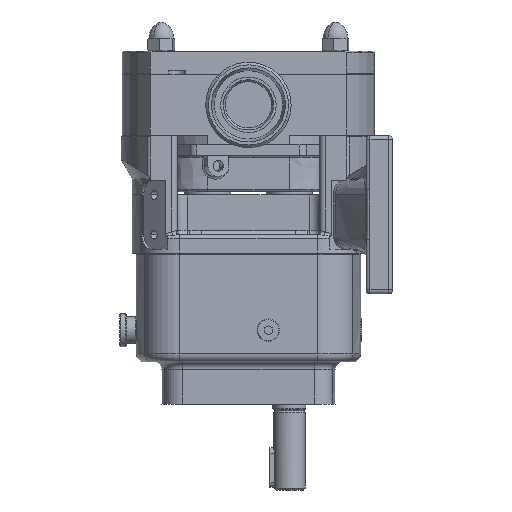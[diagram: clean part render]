
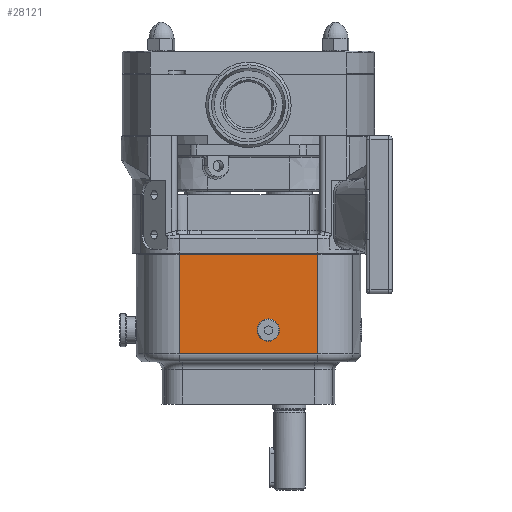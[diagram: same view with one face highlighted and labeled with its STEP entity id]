
A CAD part, left-side view. The second image highlights one B-rep face of the part: STEP entity #28121.
In plain terms, the highlighted planar face has unit normal (-1, 0, 0).
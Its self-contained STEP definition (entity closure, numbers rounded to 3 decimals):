
#850 = CIRCLE ( 'NONE', #6396, 8.5 ) ;
#1161 = DIRECTION ( 'NONE',  ( 1., 0., 0. ) ) ;
#1314 = DIRECTION ( 'NONE',  ( 0., 0., 1. ) ) ;
#1441 = CARTESIAN_POINT ( 'NONE',  ( -60., -52.287, 0. ) ) ;
#1657 = CARTESIAN_POINT ( 'NONE',  ( -60., -52.287, -75. ) ) ;
#1686 = CARTESIAN_POINT ( 'NONE',  ( -60., -52.287, 0. ) ) ;
#2444 = EDGE_CURVE ( 'NONE', #17825, #8470, #9063, .T. ) ;
#2582 = DIRECTION ( 'NONE',  ( 1., 0., 0. ) ) ;
#4055 = VECTOR ( 'NONE', #16188, 1000. ) ;
#5729 = PLANE ( 'NONE',  #19002 ) ;
#5941 = VERTEX_POINT ( 'NONE', #12732 ) ;
#6094 = EDGE_CURVE ( 'NONE', #8470, #8159, #23339, .T. ) ;
#6396 = AXIS2_PLACEMENT_3D ( 'NONE', #12899, #22556, #25401 ) ;
#7432 = ORIENTED_EDGE ( 'NONE', *, *, #23440, .F. ) ;
#8159 = VERTEX_POINT ( 'NONE', #22716 ) ;
#8470 = VERTEX_POINT ( 'NONE', #1441 ) ;
#8876 = CIRCLE ( 'NONE', #9887, 8.5 ) ;
#9063 = LINE ( 'NONE', #25515, #25649 ) ;
#9887 = AXIS2_PLACEMENT_3D ( 'NONE', #22037, #2582, #29294 ) ;
#11942 = VECTOR ( 'NONE', #18593, 1000. ) ;
#12732 = CARTESIAN_POINT ( 'NONE',  ( -60., -15.078, -48.5 ) ) ;
#12899 = CARTESIAN_POINT ( 'NONE',  ( -60., -15., -57. ) ) ;
#14772 = ORIENTED_EDGE ( 'NONE', *, *, #15745, .T. ) ;
#15199 = DIRECTION ( 'NONE',  ( 0., 0., 1. ) ) ;
#15369 = EDGE_LOOP ( 'NONE', ( #17260, #14772 ) ) ;
#15458 = ORIENTED_EDGE ( 'NONE', *, *, #2444, .T. ) ;
#15555 = FACE_OUTER_BOUND ( 'NONE', #28246, .T. ) ;
#15745 = EDGE_CURVE ( 'NONE', #5941, #18273, #850, .T. ) ;
#15865 = DIRECTION ( 'NONE',  ( 0., -1., 0. ) ) ;
#15953 = VERTEX_POINT ( 'NONE', #29491 ) ;
#16188 = DIRECTION ( 'NONE',  ( 0., -1., 0. ) ) ;
#16291 = EDGE_CURVE ( 'NONE', #15953, #17825, #23308, .T. ) ;
#17260 = ORIENTED_EDGE ( 'NONE', *, *, #28360, .T. ) ;
#17274 = CARTESIAN_POINT ( 'NONE',  ( -60., 52.287, -81. ) ) ;
#17825 = VERTEX_POINT ( 'NONE', #27078 ) ;
#18273 = VERTEX_POINT ( 'NONE', #22015 ) ;
#18593 = DIRECTION ( 'NONE',  ( 0., 1., 0. ) ) ;
#19002 = AXIS2_PLACEMENT_3D ( 'NONE', #28049, #1161, #15865 ) ;
#21409 = VECTOR ( 'NONE', #15199, 1000. ) ;
#22015 = CARTESIAN_POINT ( 'NONE',  ( -60., -14.922, -65.5 ) ) ;
#22037 = CARTESIAN_POINT ( 'NONE',  ( -60., -15., -57. ) ) ;
#22328 = LINE ( 'NONE', #17274, #21409 ) ;
#22556 = DIRECTION ( 'NONE',  ( 1., 0., 0. ) ) ;
#22716 = CARTESIAN_POINT ( 'NONE',  ( -60., 52.287, 0. ) ) ;
#22965 = ORIENTED_EDGE ( 'NONE', *, *, #16291, .T. ) ;
#23308 = LINE ( 'NONE', #1657, #4055 ) ;
#23339 = LINE ( 'NONE', #1686, #11942 ) ;
#23440 = EDGE_CURVE ( 'NONE', #15953, #8159, #22328, .T. ) ;
#25401 = DIRECTION ( 'NONE',  ( 0., 1., 0. ) ) ;
#25515 = CARTESIAN_POINT ( 'NONE',  ( -60., -52.287, -81. ) ) ;
#25649 = VECTOR ( 'NONE', #1314, 1000. ) ;
#26879 = ORIENTED_EDGE ( 'NONE', *, *, #6094, .T. ) ;
#27078 = CARTESIAN_POINT ( 'NONE',  ( -60., -52.287, -75. ) ) ;
#28049 = CARTESIAN_POINT ( 'NONE',  ( -60., -52.287, -81. ) ) ;
#28121 = ADVANCED_FACE ( 'NONE', ( #30280, #15555 ), #5729, .F. ) ;
#28246 = EDGE_LOOP ( 'NONE', ( #7432, #22965, #15458, #26879 ) ) ;
#28360 = EDGE_CURVE ( 'NONE', #18273, #5941, #8876, .T. ) ;
#29294 = DIRECTION ( 'NONE',  ( 0., 1., 0. ) ) ;
#29491 = CARTESIAN_POINT ( 'NONE',  ( -60., 52.287, -75. ) ) ;
#30280 = FACE_BOUND ( 'NONE', #15369, .T. ) ;
